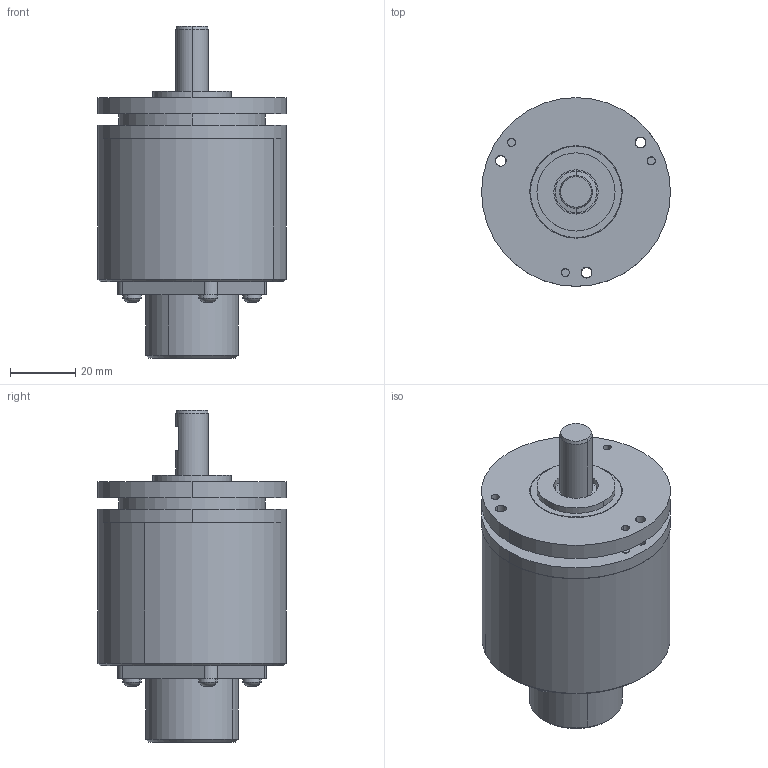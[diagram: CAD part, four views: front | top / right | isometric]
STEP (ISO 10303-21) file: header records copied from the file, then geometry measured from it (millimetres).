
FILE_DESCRIPTION((''),'2;1');
FILE_NAME('560167','2010-11-10T',('se2802'),(''),'PRO/ENGINEER BY PARAMETRIC TECHNOLOGY CORPORATION, 2010180','PRO/ENGINEER BY PARAMETRIC TECHNOLOGY CORPORATION, 2010180','');
FILE_SCHEMA(('CONFIG_CONTROL_DESIGN'));
Products named in the file (1): 560167
Bounding box: 58 x 58 x 102 mm (x, y, z)
Volume: 92399.2 mm3; surface area: 48268.2 mm2
Topology: 2 solids, 4 shells, 1872 faces, 5109 edges, 3335 vertices
Faces by surface type: plane 920, cylinder 500, extrusion 324, cone 58, torus 56, sphere 14
Entity records: 64002 total; most frequent: CARTESIAN_POINT 16773, ORIENTED_EDGE 10214, DIRECTION 9137, EDGE_CURVE 5107, VERTEX_POINT 3335, VECTOR 3113, AXIS2_PLACEMENT_3D 3012, LINE 2789
